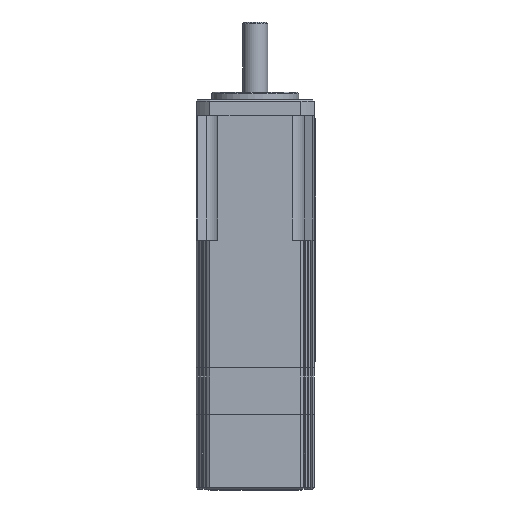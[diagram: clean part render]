
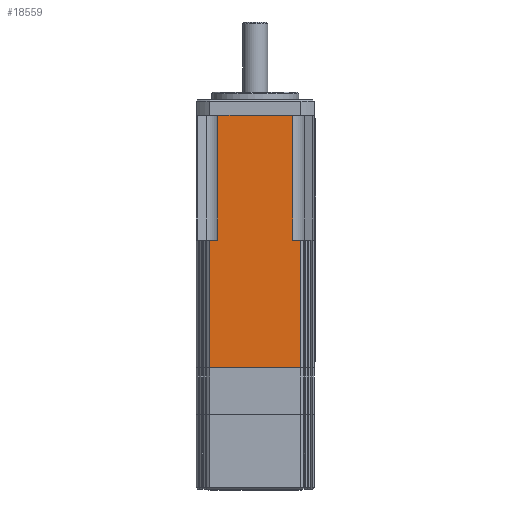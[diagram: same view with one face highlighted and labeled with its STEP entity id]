
A CAD part, front view. The second image highlights one B-rep face of the part: STEP entity #18559.
In plain terms, the highlighted planar face has unit normal (0, -1, 0).
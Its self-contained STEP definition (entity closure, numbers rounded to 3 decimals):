
#13551=CARTESIAN_POINT('',(-14.663,-19.,0.0));
#13552=VERTEX_POINT('',#13551);
#13576=CARTESIAN_POINT('',(14.663,-19.,0.0));
#13577=VERTEX_POINT('',#13576);
#13584=CARTESIAN_POINT('',(14.663,-19.,0.0));
#13585=DIRECTION('',(-1.0,0.0,0.0));
#13586=VECTOR('',#13585,29.326);
#13587=LINE('',#13584,#13586);
#13588=EDGE_CURVE('',#13577,#13552,#13587,.T.);
#14341=CARTESIAN_POINT('',(11.978,-19.,81.0));
#14342=VERTEX_POINT('',#14341);
#14543=CARTESIAN_POINT('',(-11.978,-19.,81.0));
#14544=VERTEX_POINT('',#14543);
#15656=CARTESIAN_POINT('',(11.978,-19.,81.0));
#15657=DIRECTION('',(-1.0,0.0,0.0));
#15658=VECTOR('',#15657,23.957);
#15659=LINE('',#15656,#15658);
#15660=EDGE_CURVE('',#14342,#14544,#15659,.T.);
#17003=CARTESIAN_POINT('',(-11.978,-19.,41.0));
#17004=VERTEX_POINT('',#17003);
#17005=CARTESIAN_POINT('',(-11.978,-19.,81.0));
#17006=DIRECTION('',(0.0,0.0,-1.0));
#17007=VECTOR('',#17006,40.0);
#17008=LINE('',#17005,#17007);
#17009=EDGE_CURVE('',#14544,#17004,#17008,.T.);
#17184=CARTESIAN_POINT('',(-14.663,-19.,41.));
#17185=VERTEX_POINT('',#17184);
#17193=CARTESIAN_POINT('',(-11.978,-19.,41.0));
#17194=DIRECTION('',(-1.0,0.0,0.0));
#17195=VECTOR('',#17194,2.684);
#17196=LINE('',#17193,#17195);
#17197=EDGE_CURVE('',#17004,#17185,#17196,.T.);
#17212=CARTESIAN_POINT('',(11.978,-19.,41.0));
#17213=VERTEX_POINT('',#17212);
#17214=CARTESIAN_POINT('',(11.978,-19.,41.0));
#17215=DIRECTION('',(0.0,0.0,1.0));
#17216=VECTOR('',#17215,40.0);
#17217=LINE('',#17214,#17216);
#17218=EDGE_CURVE('',#17213,#14342,#17217,.T.);
#17342=CARTESIAN_POINT('',(14.663,-19.,41.));
#17343=VERTEX_POINT('',#17342);
#17344=CARTESIAN_POINT('',(14.663,-19.,41.));
#17345=DIRECTION('',(-1.0,0.0,0.0));
#17346=VECTOR('',#17345,2.684);
#17347=LINE('',#17344,#17346);
#17348=EDGE_CURVE('',#17343,#17213,#17347,.T.);
#17812=CARTESIAN_POINT('',(14.663,-19.,0.0));
#17813=DIRECTION('',(0.0,0.0,1.0));
#17814=VECTOR('',#17813,41.);
#17815=LINE('',#17812,#17814);
#17816=EDGE_CURVE('',#13577,#17343,#17815,.T.);
#18539=CARTESIAN_POINT('',(0.,-19.,0.0));
#18540=DIRECTION('',(0.0,-1.0,0.0));
#18541=DIRECTION('',(0.0,0.0,-1.0));
#18542=AXIS2_PLACEMENT_3D('',#18539,#18540,#18541);
#18543=PLANE('',#18542);
#18544=ORIENTED_EDGE('',*,*,#17197,.T.);
#18545=CARTESIAN_POINT('',(-14.663,-19.,0.0));
#18546=DIRECTION('',(0.0,0.0,1.0));
#18547=VECTOR('',#18546,41.);
#18548=LINE('',#18545,#18547);
#18549=EDGE_CURVE('',#13552,#17185,#18548,.T.);
#18550=ORIENTED_EDGE('',*,*,#18549,.F.);
#18551=ORIENTED_EDGE('',*,*,#13588,.F.);
#18552=ORIENTED_EDGE('',*,*,#17816,.T.);
#18553=ORIENTED_EDGE('',*,*,#17348,.T.);
#18554=ORIENTED_EDGE('',*,*,#17218,.T.);
#18555=ORIENTED_EDGE('',*,*,#15660,.T.);
#18556=ORIENTED_EDGE('',*,*,#17009,.T.);
#18557=EDGE_LOOP('',(#18544,#18550,#18551,#18552,#18553,#18554,#18555,#18556));
#18558=FACE_OUTER_BOUND('',#18557,.T.);
#18559=ADVANCED_FACE('',(#18558),#18543,.T.);
